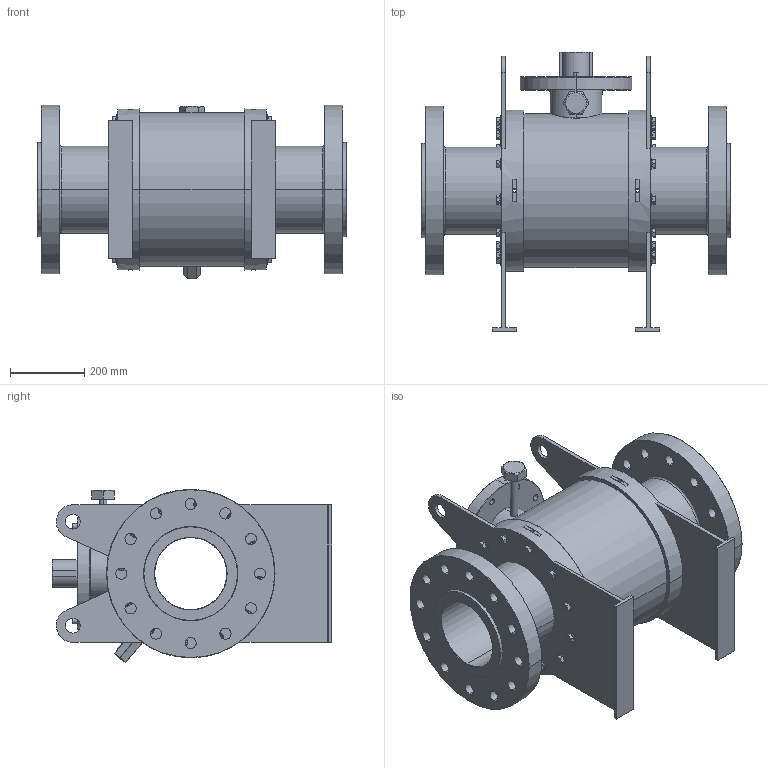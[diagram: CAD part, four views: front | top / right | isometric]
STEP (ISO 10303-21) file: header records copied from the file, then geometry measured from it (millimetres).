
FILE_DESCRIPTION (( 'STEP AP203' ), '1' );
FILE_NAME ('GB2_ANSI_1500_8IN_TW.STEP', '2025-10-06T18:07:59', ( '' ), ( '' ), 'SwSTEP 2.0', 'SolidWorks 2023', '' );
FILE_SCHEMA (( 'CONFIG_CONTROL_DESIGN' ));
Length unit declared in the file: millimetre
Products named in the file (3): GB2_ANSI_2500_1500; GB2_ANSI_1500_8IN_TW; hex flange screw_am_B18.2.3.4M - Hex flange screw, M16 x 2.0 x 25 --25N
Assembly tree (25 placements, depth 2):
  GB2_ANSI_1500_8IN_TW
    GB2_ANSI_2500_1500
    hex flange screw_am_B18.2.3.4M - Hex flange screw, M16 x 2.0 x 25 --25N  x24
Bounding box: 832 x 753 x 466.96 mm (x, y, z)
Volume: 67381442.2 mm3; surface area: 3142053.1 mm2
Topology: 25 solids, 25 shells, 1041 faces, 2326 edges, 1392 vertices
Faces by surface type: plane 325, cone 270, cylinder 230, bspline 156, torus 54, sphere 6
Entity records: 13738 total; most frequent: CARTESIAN_POINT 3721, DIRECTION 2022, ORIENTED_EDGE 1792, EDGE_CURVE 896, AXIS2_PLACEMENT_3D 820, VERTEX_POINT 562, EDGE_LOOP 492, CIRCLE 436
